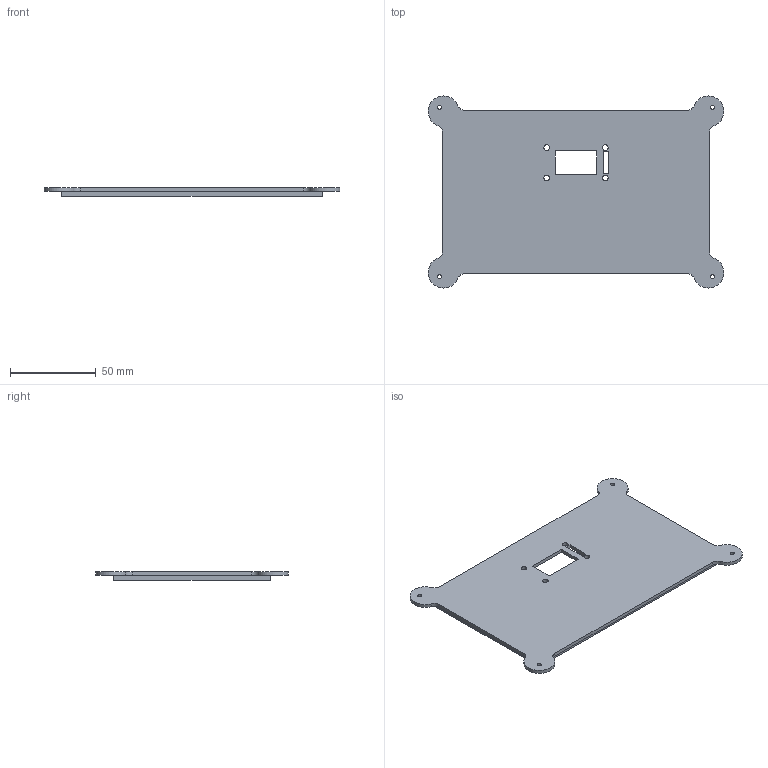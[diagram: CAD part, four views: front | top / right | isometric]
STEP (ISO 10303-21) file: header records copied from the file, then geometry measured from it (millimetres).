
FILE_DESCRIPTION(/* description */ (''),/* implementation_level */ '2;1');
FILE_NAME(/* name */ 'Obudowa pokrywa.stp',/* time_stamp */ '2023-05-26T19:39:46+02:00',/* author */ ('Jasio'),/* organization */ (''),/* preprocessor_version */ 'ST-DEVELOPER v19',/* originating_system */ 'Autodesk Inventor 2023',/* authorisation */ '');
FILE_SCHEMA (('AUTOMOTIVE_DESIGN { 1 0 10303 214 3 1 1 }'));
Length unit declared in the file: millimetre
Products named in the file (1): Obudowa pokrywa
Bounding box: 172.7 x 112.15 x 5.1 mm (x, y, z)
Volume: 35295 mm3; surface area: 34806.2 mm2
Topology: 1 solids, 1 shells, 44 faces, 120 edges, 80 vertices
Faces by surface type: plane 24, cylinder 20
Full cylindrical faces by diameter (mm): 2.4 x4, 3.3 x4
Entity records: 1487 total; most frequent: DIRECTION 250, CARTESIAN_POINT 245, ORIENTED_EDGE 240, EDGE_CURVE 120, AXIS2_PLACEMENT_3D 85, LINE 80, VECTOR 80, VERTEX_POINT 80
